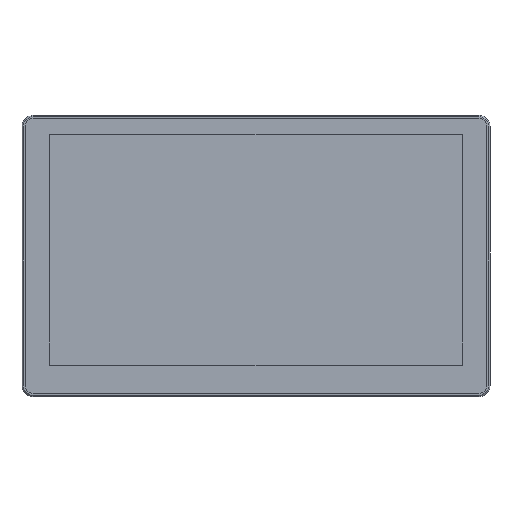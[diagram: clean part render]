
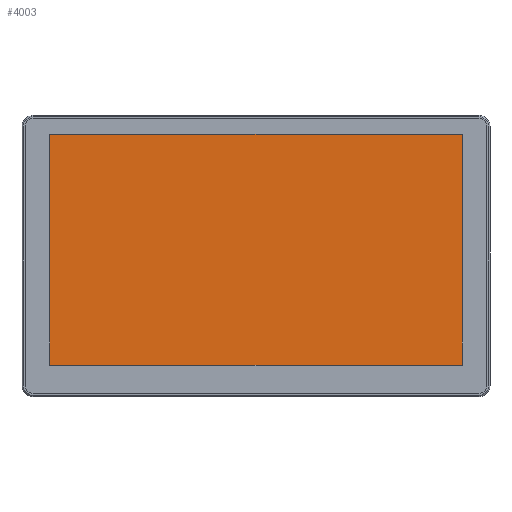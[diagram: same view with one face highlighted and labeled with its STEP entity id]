
A CAD part, top view. The second image highlights one B-rep face of the part: STEP entity #4003.
In plain terms, the highlighted planar face has unit normal (0, 0, 1).
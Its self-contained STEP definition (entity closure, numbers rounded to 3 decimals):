
#1738=DIRECTION('',(-1.,0.,0.));
#1739=VECTOR('',#1738,154.58);
#1740=CARTESIAN_POINT('',(77.29,-43.21,1.175));
#1741=LINE('',#1740,#1739);
#1752=DIRECTION('',(0.,1.,0.));
#1753=VECTOR('',#1752,86.42);
#1754=CARTESIAN_POINT('',(-77.29,-43.21,1.175));
#1755=LINE('',#1754,#1753);
#1766=DIRECTION('',(1.,0.,0.));
#1767=VECTOR('',#1766,154.58);
#1768=CARTESIAN_POINT('',(-77.29,43.21,1.175));
#1769=LINE('',#1768,#1767);
#1780=DIRECTION('',(0.,-1.,0.));
#1781=VECTOR('',#1780,86.42);
#1782=CARTESIAN_POINT('',(77.29,43.21,1.175));
#1783=LINE('',#1782,#1781);
#3502=CARTESIAN_POINT('',(77.29,-43.21,1.175));
#3503=CARTESIAN_POINT('',(-77.29,-43.21,1.175));
#3504=VERTEX_POINT('',#3502);
#3505=VERTEX_POINT('',#3503);
#3506=CARTESIAN_POINT('',(-77.29,43.21,1.175));
#3507=VERTEX_POINT('',#3506);
#3508=CARTESIAN_POINT('',(77.29,43.21,1.175));
#3509=VERTEX_POINT('',#3508);
#3989=CARTESIAN_POINT('',(0.,0.,1.175));
#3990=DIRECTION('',(0.,0.,-1.));
#3991=DIRECTION('',(-1.,0.,0.));
#3992=AXIS2_PLACEMENT_3D('',#3989,#3990,#3991);
#3993=PLANE('',#3992);
#3994=ORIENTED_EDGE('',*,*,#3979,.T.);
#3996=ORIENTED_EDGE('',*,*,#3995,.T.);
#3998=ORIENTED_EDGE('',*,*,#3997,.T.);
#4000=ORIENTED_EDGE('',*,*,#3999,.T.);
#4001=EDGE_LOOP('',(#3994,#3996,#3998,#4000));
#4002=FACE_OUTER_BOUND('',#4001,.F.);
#4003=ADVANCED_FACE('',(#4002),#3993,.F.);
#3979=EDGE_CURVE('',#3504,#3505,#1741,.T.);
#3995=EDGE_CURVE('',#3505,#3507,#1755,.T.);
#3997=EDGE_CURVE('',#3507,#3509,#1769,.T.);
#3999=EDGE_CURVE('',#3509,#3504,#1783,.T.);
